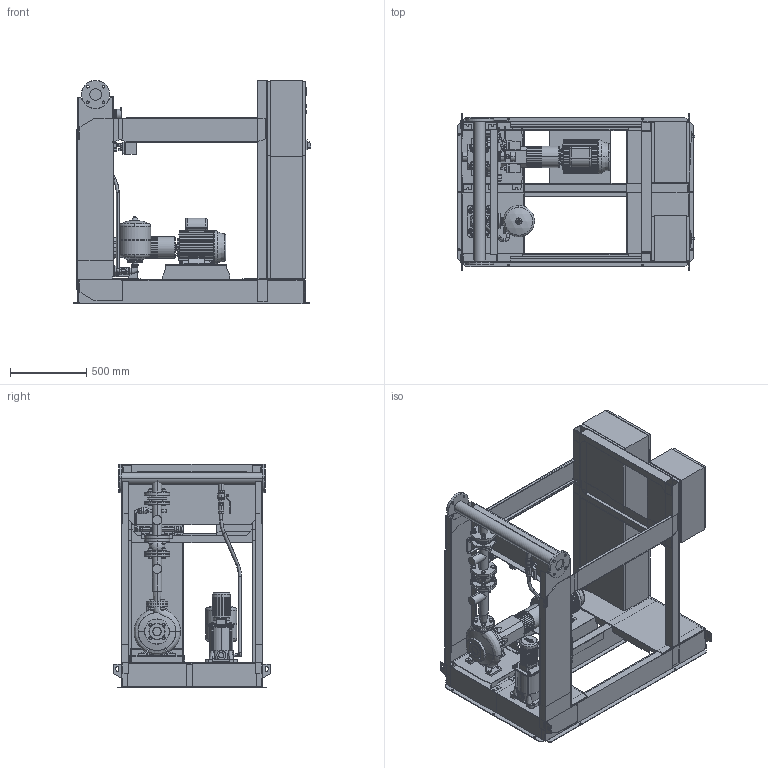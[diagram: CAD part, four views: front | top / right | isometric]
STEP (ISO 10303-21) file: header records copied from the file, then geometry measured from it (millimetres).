
FILE_DESCRIPTION((''),'2;1');
FILE_NAME('3d_Sifire-EN-32_200-177-4_0.55EJ-4183719.stp','2015-05-25T14:11:55',(''),(''),'Mechanical Desktop 2009','Mechanical Desktop 2009',', , ');
FILE_SCHEMA(('CONFIG_CONTROL_DESIGN'));
Length unit declared in the file: millimetre
Products named in the file (1): Product
Bounding box: 1554.5 x 1026 x 1463 mm (x, y, z)
Volume: 243706527.3 mm3; surface area: 20876030.4 mm2
Topology: 138 solids, 138 shells, 3564 faces, 8744 edges, 5581 vertices
Faces by surface type: plane 1421, bspline 1004, cylinder 745, cone 270, torus 96, sphere 28
Entity records: 116298 total; most frequent: CARTESIAN_POINT 36144, ORIENTED_EDGE 17440, DIRECTION 15233, EDGE_CURVE 8720, VERTEX_POINT 5580, AXIS2_PLACEMENT_3D 5107, VECTOR 5019, LINE 5019
